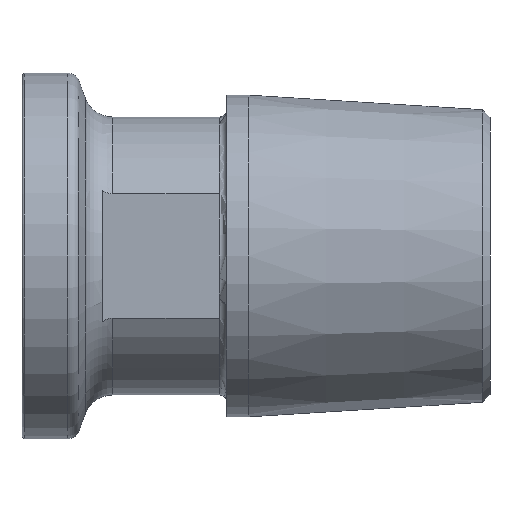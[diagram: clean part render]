
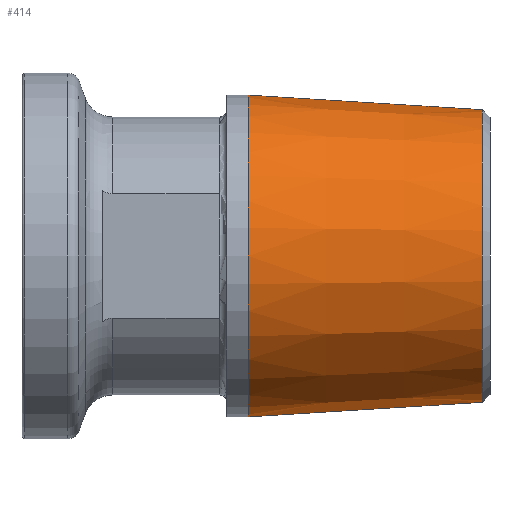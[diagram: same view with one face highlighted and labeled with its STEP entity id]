
A CAD part, front view. The second image highlights one B-rep face of the part: STEP entity #414.
In plain terms, the highlighted conical face has half-angle 3.576 degrees and reference radius 9.967 mm.
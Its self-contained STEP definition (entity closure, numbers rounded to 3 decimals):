
#43 = AXIS2_PLACEMENT_3D ( 'NONE', #695, #1066, #1071 ) ;
#118 = VERTEX_POINT ( 'NONE', #1004 ) ;
#145 = VERTEX_POINT ( 'NONE', #1083 ) ;
#153 = DIRECTION ( 'NONE',  ( 0., 0., 1. ) ) ;
#158 = EDGE_CURVE ( 'NONE', #118, #145, #708, .T. ) ;
#179 = LINE ( 'NONE', #1070, #953 ) ;
#210 = DIRECTION ( 'NONE',  ( 0., 0., -1. ) ) ;
#214 = CIRCLE ( 'NONE', #1236, 11. ) ;
#282 = DIRECTION ( 'NONE',  ( -0.998, 0., 0.062 ) ) ;
#284 = ORIENTED_EDGE ( 'NONE', *, *, #689, .F. ) ;
#337 = VECTOR ( 'NONE', #592, 1000. ) ;
#347 = ORIENTED_EDGE ( 'NONE', *, *, #535, .F. ) ;
#403 = DIRECTION ( 'NONE',  ( -1., 0., 0. ) ) ;
#414 = ADVANCED_FACE ( 'NONE', ( #1062 ), #745, .T. ) ;
#480 = VERTEX_POINT ( 'NONE', #676 ) ;
#511 = CARTESIAN_POINT ( 'NONE',  ( 15.476, 0., -11. ) ) ;
#535 = EDGE_CURVE ( 'NONE', #800, #480, #214, .T. ) ;
#592 = DIRECTION ( 'NONE',  ( -0.998, 0., -0.062 ) ) ;
#674 = EDGE_CURVE ( 'NONE', #145, #480, #179, .T. ) ;
#676 = CARTESIAN_POINT ( 'NONE',  ( 15.476, 0., 11. ) ) ;
#689 = EDGE_CURVE ( 'NONE', #118, #800, #1262, .T. ) ;
#695 = CARTESIAN_POINT ( 'NONE',  ( 32., 0., 0. ) ) ;
#708 = CIRCLE ( 'NONE', #851, 10.001 ) ;
#743 = EDGE_LOOP ( 'NONE', ( #284, #935, #1240, #347 ) ) ;
#745 = CONICAL_SURFACE ( 'NONE', #43, 9.967, 0.062 ) ;
#800 = VERTEX_POINT ( 'NONE', #511 ) ;
#851 = AXIS2_PLACEMENT_3D ( 'NONE', #1194, #1200, #210 ) ;
#902 = CARTESIAN_POINT ( 'NONE',  ( 15.476, 0., 0. ) ) ;
#935 = ORIENTED_EDGE ( 'NONE', *, *, #158, .T. ) ;
#953 = VECTOR ( 'NONE', #282, 1000. ) ;
#1004 = CARTESIAN_POINT ( 'NONE',  ( 31.467, 0., -10.001 ) ) ;
#1055 = CARTESIAN_POINT ( 'NONE',  ( 32., 0., -9.967 ) ) ;
#1062 = FACE_OUTER_BOUND ( 'NONE', #743, .T. ) ;
#1066 = DIRECTION ( 'NONE',  ( -1., 0., 0. ) ) ;
#1070 = CARTESIAN_POINT ( 'NONE',  ( 32., 0., 9.967 ) ) ;
#1071 = DIRECTION ( 'NONE',  ( 0., 0., 1. ) ) ;
#1083 = CARTESIAN_POINT ( 'NONE',  ( 31.467, 0., 10.001 ) ) ;
#1194 = CARTESIAN_POINT ( 'NONE',  ( 31.467, 0., 0. ) ) ;
#1200 = DIRECTION ( 'NONE',  ( -1., 0., 0. ) ) ;
#1236 = AXIS2_PLACEMENT_3D ( 'NONE', #902, #403, #153 ) ;
#1240 = ORIENTED_EDGE ( 'NONE', *, *, #674, .T. ) ;
#1262 = LINE ( 'NONE', #1055, #337 ) ;
